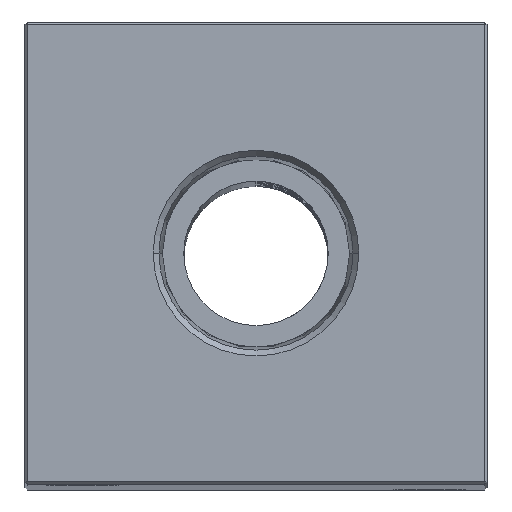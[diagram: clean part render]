
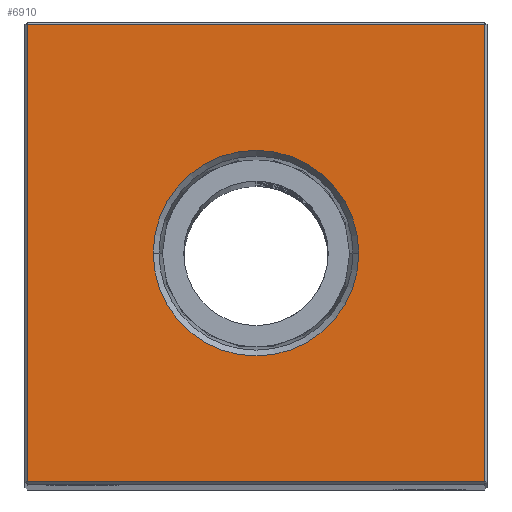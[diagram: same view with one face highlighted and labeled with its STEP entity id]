
A CAD part, top view. The second image highlights one B-rep face of the part: STEP entity #6910.
In plain terms, the highlighted planar face has unit normal (0, 0, 1).
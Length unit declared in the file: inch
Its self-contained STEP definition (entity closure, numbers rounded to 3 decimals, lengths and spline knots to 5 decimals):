
#848 = AXIS2_PLACEMENT_3D ( 'NONE', #1719, #6164, #12486 ) ;
#1513 = DIRECTION ( 'NONE',  ( 0., 1., 0. ) ) ;
#1719 = CARTESIAN_POINT ( 'NONE',  ( 0., 0., 14.25 ) ) ;
#1807 = VECTOR ( 'NONE', #1513, 39.37008 ) ;
#2722 = FACE_OUTER_BOUND ( 'NONE', #10968, .T. ) ;
#3212 = EDGE_CURVE ( 'NONE', #17450, #21429, #8528, .T. ) ;
#3750 = VERTEX_POINT ( 'NONE', #23172 ) ;
#4685 = DIRECTION ( 'NONE',  ( 1., 0., 0. ) ) ;
#5323 = EDGE_CURVE ( 'NONE', #26081, #3750, #11642, .T. ) ;
#6066 = DIRECTION ( 'NONE',  ( 1., 0., 0. ) ) ;
#6164 = DIRECTION ( 'NONE',  ( 0., 0., 1. ) ) ;
#6527 = EDGE_CURVE ( 'NONE', #3750, #17450, #12665, .T. ) ;
#6771 = CIRCLE ( 'NONE', #25120, 0.44487 ) ;
#6839 = ORIENTED_EDGE ( 'NONE', *, *, #21451, .F. ) ;
#6910 = ADVANCED_FACE ( 'NONE', ( #2722, #9451 ), #20373, .F. ) ;
#8257 = VECTOR ( 'NONE', #18246, 39.37008 ) ;
#8528 = LINE ( 'NONE', #17298, #1807 ) ;
#8980 = CARTESIAN_POINT ( 'NONE',  ( 0., 0., 14.25 ) ) ;
#9451 = FACE_BOUND ( 'NONE', #22165, .T. ) ;
#9475 = CARTESIAN_POINT ( 'NONE',  ( -0.99, 0., 14.25 ) ) ;
#10933 = CARTESIAN_POINT ( 'NONE',  ( 0., -0.99, 14.25 ) ) ;
#10968 = EDGE_LOOP ( 'NONE', ( #14859, #17043, #19594, #19507 ) ) ;
#11481 = CARTESIAN_POINT ( 'NONE',  ( 0., 0., 14.25 ) ) ;
#11642 = LINE ( 'NONE', #9475, #8257 ) ;
#12486 = DIRECTION ( 'NONE',  ( 1., 0., 0. ) ) ;
#12665 = LINE ( 'NONE', #10933, #25743 ) ;
#14089 = EDGE_CURVE ( 'NONE', #21429, #26081, #27207, .T. ) ;
#14859 = ORIENTED_EDGE ( 'NONE', *, *, #5323, .T. ) ;
#15032 = CIRCLE ( 'NONE', #848, 0.44487 ) ;
#15602 = DIRECTION ( 'NONE',  ( 0., 0., 1. ) ) ;
#16156 = CARTESIAN_POINT ( 'NONE',  ( -0.99, 0.99, 14.25 ) ) ;
#16552 = CARTESIAN_POINT ( 'NONE',  ( 0.44487, 0., 14.25 ) ) ;
#17043 = ORIENTED_EDGE ( 'NONE', *, *, #6527, .T. ) ;
#17046 = AXIS2_PLACEMENT_3D ( 'NONE', #11481, #22248, #18075 ) ;
#17298 = CARTESIAN_POINT ( 'NONE',  ( 0.99, 0., 14.25 ) ) ;
#17450 = VERTEX_POINT ( 'NONE', #26671 ) ;
#18075 = DIRECTION ( 'NONE',  ( -1., 0., 0. ) ) ;
#18246 = DIRECTION ( 'NONE',  ( 0., -1., 0. ) ) ;
#18793 = VECTOR ( 'NONE', #24910, 39.37008 ) ;
#19507 = ORIENTED_EDGE ( 'NONE', *, *, #14089, .T. ) ;
#19594 = ORIENTED_EDGE ( 'NONE', *, *, #3212, .T. ) ;
#20373 = PLANE ( 'NONE',  #17046 ) ;
#20453 = CARTESIAN_POINT ( 'NONE',  ( 0., 0.99, 14.25 ) ) ;
#21021 = EDGE_CURVE ( 'NONE', #23668, #24933, #15032, .T. ) ;
#21429 = VERTEX_POINT ( 'NONE', #28239 ) ;
#21451 = EDGE_CURVE ( 'NONE', #24933, #23668, #6771, .T. ) ;
#21567 = ORIENTED_EDGE ( 'NONE', *, *, #21021, .F. ) ;
#22165 = EDGE_LOOP ( 'NONE', ( #21567, #6839 ) ) ;
#22248 = DIRECTION ( 'NONE',  ( 0., 0., -1. ) ) ;
#23090 = CARTESIAN_POINT ( 'NONE',  ( -0.44487, 0., 14.25 ) ) ;
#23172 = CARTESIAN_POINT ( 'NONE',  ( -0.99, -0.99, 14.25 ) ) ;
#23668 = VERTEX_POINT ( 'NONE', #16552 ) ;
#24910 = DIRECTION ( 'NONE',  ( -1., 0., 0. ) ) ;
#24933 = VERTEX_POINT ( 'NONE', #23090 ) ;
#25120 = AXIS2_PLACEMENT_3D ( 'NONE', #8980, #15602, #4685 ) ;
#25743 = VECTOR ( 'NONE', #6066, 39.37008 ) ;
#26081 = VERTEX_POINT ( 'NONE', #16156 ) ;
#26671 = CARTESIAN_POINT ( 'NONE',  ( 0.99, -0.99, 14.25 ) ) ;
#27207 = LINE ( 'NONE', #20453, #18793 ) ;
#28239 = CARTESIAN_POINT ( 'NONE',  ( 0.99, 0.99, 14.25 ) ) ;
